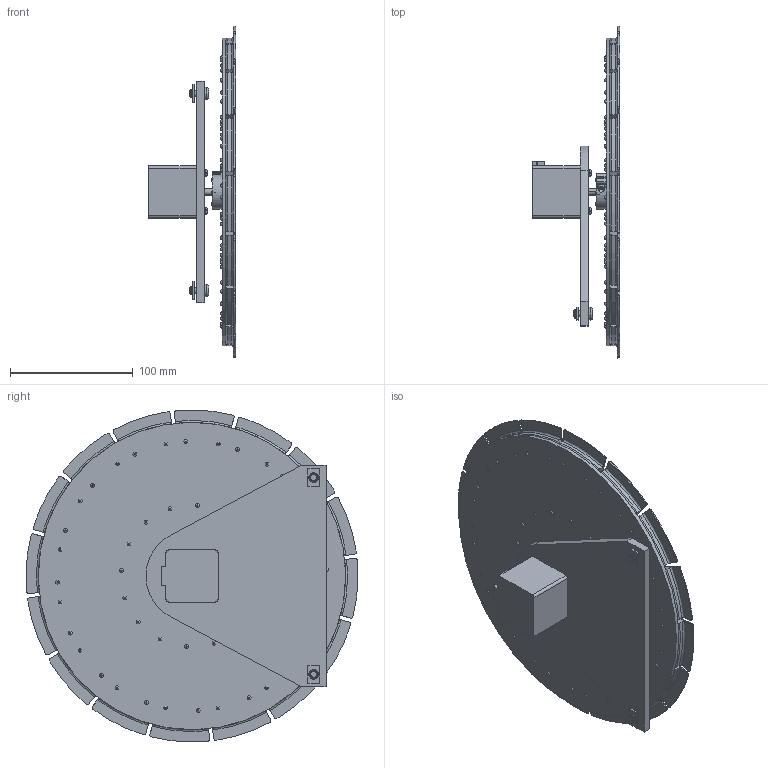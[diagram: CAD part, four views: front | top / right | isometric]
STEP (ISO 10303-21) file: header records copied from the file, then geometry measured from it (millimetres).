
FILE_DESCRIPTION(/* description */ ('Alibre Inc.'),/* implementation_level */ '2;1');
FILE_NAME(/* name */ 'export0',/* time_stamp */ '2015-10-01T11:03:21+08:00',/* author */ (''),/* organization */ (''),/* preprocessor_version */ 'ST-DEVELOPER v14',/* originating_system */ 'Alibre',/* authorisation */ '');
FILE_SCHEMA (('CONFIG_CONTROL_DESIGN'));
Length unit declared in the file: centimetre
Products named in the file (13): ID_1; ID_2; ID_3; ID_4; ID_5; ID_6; ID_7; ID_8; ID_9; ID_10; ID_11
Bounding box: 70.96 x 269.95 x 269.95 mm (x, y, z)
Volume: 463813.4 mm3; surface area: 291870.4 mm2
Topology: 39 solids, 39 shells, 1135 faces, 2687 edges, 1684 vertices
Faces by surface type: plane 544, cylinder 348, torus 207, sphere 32, bspline 2, cone 2
Full cylindrical faces by diameter (mm): 2.459 x4, 3 x118, 3.2 x6, 5 x8, 6 x9, 6.9 x2, 10 x2, 12.9 x1, 22 x1, 30 x1, 250 x1
Entity records: 13506 total; most frequent: CARTESIAN_POINT 3748, DIRECTION 1512, ORIENTED_EDGE 1400, EDGE_CURVE 700, AXIS2_PLACEMENT_3D 664, EDGE_LOOP 586, FACE_BOUND 586, VERTEX_POINT 514
